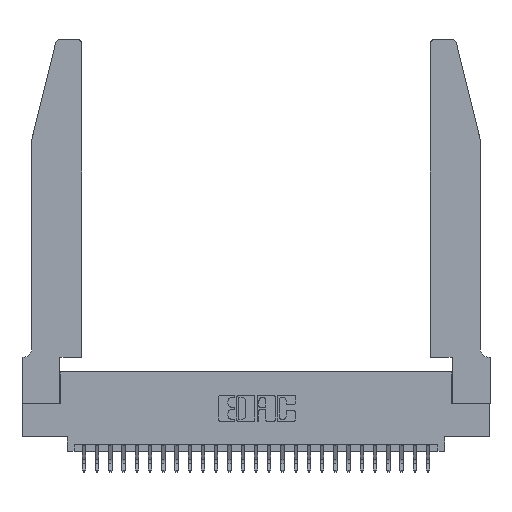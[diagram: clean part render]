
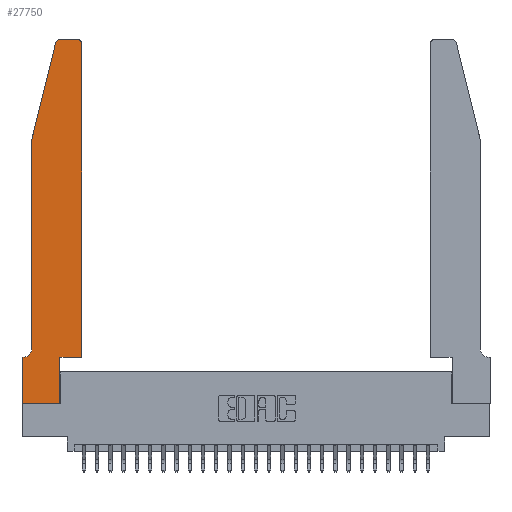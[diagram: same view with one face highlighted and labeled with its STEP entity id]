
A CAD part, top view. The second image highlights one B-rep face of the part: STEP entity #27750.
In plain terms, the highlighted planar face has unit normal (0, 0, 1).
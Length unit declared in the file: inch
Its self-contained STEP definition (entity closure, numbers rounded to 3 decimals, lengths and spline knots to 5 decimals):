
#116 = LINE ( 'NONE', #21905, #9021 ) ;
#150 = LINE ( 'NONE', #23156, #12495 ) ;
#266 = VERTEX_POINT ( 'NONE', #26937 ) ;
#313 = ORIENTED_EDGE ( 'NONE', *, *, #9528, .T. ) ;
#490 = VECTOR ( 'NONE', #14242, 39.37008 ) ;
#512 = DIRECTION ( 'NONE',  ( -1., 0., 0. ) ) ;
#765 = LINE ( 'NONE', #4792, #16887 ) ;
#964 = CARTESIAN_POINT ( 'NONE',  ( 0., 0.35, 0.37 ) ) ;
#1082 = CARTESIAN_POINT ( 'NONE',  ( 0.0755, 0.35, 0.37 ) ) ;
#1661 = VERTEX_POINT ( 'NONE', #27920 ) ;
#1923 = EDGE_CURVE ( 'NONE', #16901, #6927, #116, .T. ) ;
#2071 = LINE ( 'NONE', #3266, #13047 ) ;
#3221 = CARTESIAN_POINT ( 'NONE',  ( 0.0055, 0.42, 0.37 ) ) ;
#3266 = CARTESIAN_POINT ( 'NONE',  ( 0.0755, 2., 0.37 ) ) ;
#3432 = CIRCLE ( 'NONE', #20555, 0.07 ) ;
#3622 = CARTESIAN_POINT ( 'NONE',  ( 0.4205, 2.75, 0.37 ) ) ;
#4091 = CARTESIAN_POINT ( 'NONE',  ( 0.2865, 0., 0.37 ) ) ;
#4337 = EDGE_CURVE ( 'NONE', #22622, #10159, #2071, .T. ) ;
#4448 = LINE ( 'NONE', #13331, #20593 ) ;
#4792 = CARTESIAN_POINT ( 'NONE',  ( 0., 0., 0.37 ) ) ;
#5052 = DIRECTION ( 'NONE',  ( 0., 0., 1. ) ) ;
#5595 = DIRECTION ( 'NONE',  ( 0., -1., 0. ) ) ;
#5611 = DIRECTION ( 'NONE',  ( 0., 1., 0. ) ) ;
#5785 = CARTESIAN_POINT ( 'NONE',  ( 0.4205, 2.72, 0.37 ) ) ;
#5903 = DIRECTION ( 'NONE',  ( 0., 0., 1. ) ) ;
#5971 = VERTEX_POINT ( 'NONE', #14489 ) ;
#6707 = DIRECTION ( 'NONE',  ( 1., 0., 0. ) ) ;
#6780 = ORIENTED_EDGE ( 'NONE', *, *, #10928, .T. ) ;
#6927 = VERTEX_POINT ( 'NONE', #12987 ) ;
#7160 = CARTESIAN_POINT ( 'NONE',  ( 0.4505, 0.35, 0.37 ) ) ;
#7663 = VERTEX_POINT ( 'NONE', #3622 ) ;
#8635 = CIRCLE ( 'NONE', #17403, 0.03 ) ;
#8701 = DIRECTION ( 'NONE',  ( 0., -1., 0. ) ) ;
#9021 = VECTOR ( 'NONE', #18137, 39.37008 ) ;
#9119 = DIRECTION ( 'NONE',  ( -1., 0., 0. ) ) ;
#9528 = EDGE_CURVE ( 'NONE', #6927, #17052, #11791, .T. ) ;
#9562 = ORIENTED_EDGE ( 'NONE', *, *, #14177, .T. ) ;
#9782 = DIRECTION ( 'NONE',  ( -0.239, -0.971, 0. ) ) ;
#10159 = VERTEX_POINT ( 'NONE', #21993 ) ;
#10928 = EDGE_CURVE ( 'NONE', #5971, #7663, #8635, .T. ) ;
#10944 = EDGE_CURVE ( 'NONE', #10159, #1661, #17186, .T. ) ;
#11791 = LINE ( 'NONE', #24677, #490 ) ;
#12495 = VECTOR ( 'NONE', #5611, 39.37008 ) ;
#12893 = FACE_OUTER_BOUND ( 'NONE', #27312, .T. ) ;
#12987 = CARTESIAN_POINT ( 'NONE',  ( 0.2865, 0.35, 0.37 ) ) ;
#13047 = VECTOR ( 'NONE', #9782, 39.37008 ) ;
#13331 = CARTESIAN_POINT ( 'NONE',  ( 0.2605, 2.75, 0.37 ) ) ;
#13631 = ORIENTED_EDGE ( 'NONE', *, *, #4337, .T. ) ;
#13983 = DIRECTION ( 'NONE',  ( 1., 0., 0. ) ) ;
#14177 = EDGE_CURVE ( 'NONE', #15591, #22622, #25948, .T. ) ;
#14242 = DIRECTION ( 'NONE',  ( 1., 0., 0. ) ) ;
#14248 = VECTOR ( 'NONE', #8701, 39.37008 ) ;
#14317 = ORIENTED_EDGE ( 'NONE', *, *, #19628, .T. ) ;
#14339 = CARTESIAN_POINT ( 'NONE',  ( 0.0055, 0.35, 0.37 ) ) ;
#14346 = ORIENTED_EDGE ( 'NONE', *, *, #1923, .T. ) ;
#14489 = CARTESIAN_POINT ( 'NONE',  ( 0.4505, 2.72, 0.37 ) ) ;
#15591 = VERTEX_POINT ( 'NONE', #16871 ) ;
#16311 = LINE ( 'NONE', #23632, #14248 ) ;
#16492 = EDGE_CURVE ( 'NONE', #266, #27452, #16311, .T. ) ;
#16871 = CARTESIAN_POINT ( 'NONE',  ( 0.284, 2.75, 0.37 ) ) ;
#16887 = VECTOR ( 'NONE', #6707, 39.37008 ) ;
#16901 = VERTEX_POINT ( 'NONE', #4091 ) ;
#16930 = EDGE_CURVE ( 'NONE', #17164, #266, #16980, .T. ) ;
#16980 = LINE ( 'NONE', #1082, #28251 ) ;
#17052 = VERTEX_POINT ( 'NONE', #7160 ) ;
#17164 = VERTEX_POINT ( 'NONE', #14339 ) ;
#17186 = LINE ( 'NONE', #25324, #25371 ) ;
#17259 = EDGE_CURVE ( 'NONE', #17052, #5971, #150, .T. ) ;
#17274 = AXIS2_PLACEMENT_3D ( 'NONE', #27550, #5903, #21451 ) ;
#17403 = AXIS2_PLACEMENT_3D ( 'NONE', #5785, #25127, #20868 ) ;
#17610 = ORIENTED_EDGE ( 'NONE', *, *, #23789, .T. ) ;
#18137 = DIRECTION ( 'NONE',  ( 0., 1., 0. ) ) ;
#18190 = PLANE ( 'NONE',  #27202 ) ;
#19628 = EDGE_CURVE ( 'NONE', #1661, #17164, #3432, .T. ) ;
#19666 = ORIENTED_EDGE ( 'NONE', *, *, #23045, .T. ) ;
#20555 = AXIS2_PLACEMENT_3D ( 'NONE', #3221, #27359, #20589 ) ;
#20589 = DIRECTION ( 'NONE',  ( -1., 0., 0. ) ) ;
#20593 = VECTOR ( 'NONE', #512, 39.37008 ) ;
#20868 = DIRECTION ( 'NONE',  ( 1., 0., 0. ) ) ;
#21451 = DIRECTION ( 'NONE',  ( 1., 0., 0. ) ) ;
#21905 = CARTESIAN_POINT ( 'NONE',  ( 0.2865, 0.35, 0.37 ) ) ;
#21993 = CARTESIAN_POINT ( 'NONE',  ( 0.0755, 2., 0.37 ) ) ;
#22622 = VERTEX_POINT ( 'NONE', #25042 ) ;
#23045 = EDGE_CURVE ( 'NONE', #27452, #16901, #765, .T. ) ;
#23119 = ORIENTED_EDGE ( 'NONE', *, *, #10944, .T. ) ;
#23156 = CARTESIAN_POINT ( 'NONE',  ( 0.4505, 0.35, 0.37 ) ) ;
#23632 = CARTESIAN_POINT ( 'NONE',  ( 0., 0., 0.37 ) ) ;
#23789 = EDGE_CURVE ( 'NONE', #7663, #15591, #4448, .T. ) ;
#23815 = ORIENTED_EDGE ( 'NONE', *, *, #16930, .T. ) ;
#24677 = CARTESIAN_POINT ( 'NONE',  ( 0.4505, 0.35, 0.37 ) ) ;
#25042 = CARTESIAN_POINT ( 'NONE',  ( 0.25487, 2.72718, 0.37 ) ) ;
#25127 = DIRECTION ( 'NONE',  ( 0., 0., 1. ) ) ;
#25324 = CARTESIAN_POINT ( 'NONE',  ( 0.0755, 2., 0.37 ) ) ;
#25371 = VECTOR ( 'NONE', #5595, 39.37008 ) ;
#25864 = CARTESIAN_POINT ( 'NONE',  ( 0., 0., 0.37 ) ) ;
#25948 = CIRCLE ( 'NONE', #17274, 0.03 ) ;
#26937 = CARTESIAN_POINT ( 'NONE',  ( 0., 0.35, 0.37 ) ) ;
#27202 = AXIS2_PLACEMENT_3D ( 'NONE', #964, #5052, #13983 ) ;
#27312 = EDGE_LOOP ( 'NONE', ( #17610, #9562, #13631, #23119, #14317, #23815, #27888, #19666, #14346, #313, #27634, #6780 ) ) ;
#27359 = DIRECTION ( 'NONE',  ( 0., 0., -1. ) ) ;
#27452 = VERTEX_POINT ( 'NONE', #25864 ) ;
#27550 = CARTESIAN_POINT ( 'NONE',  ( 0.284, 2.72, 0.37 ) ) ;
#27634 = ORIENTED_EDGE ( 'NONE', *, *, #17259, .T. ) ;
#27750 = ADVANCED_FACE ( 'NONE', ( #12893 ), #18190, .T. ) ;
#27888 = ORIENTED_EDGE ( 'NONE', *, *, #16492, .T. ) ;
#27920 = CARTESIAN_POINT ( 'NONE',  ( 0.0755, 0.42, 0.37 ) ) ;
#28251 = VECTOR ( 'NONE', #9119, 39.37008 ) ;
